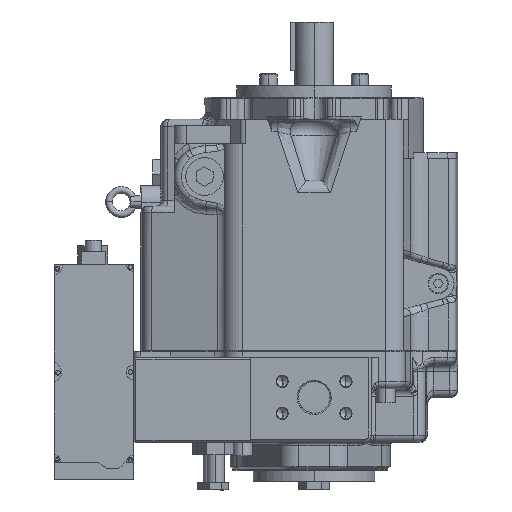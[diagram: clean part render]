
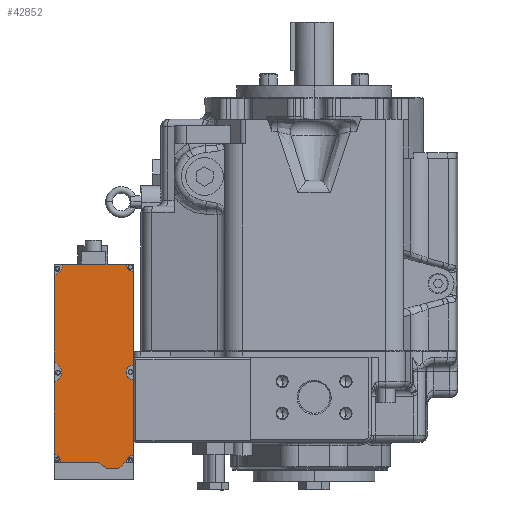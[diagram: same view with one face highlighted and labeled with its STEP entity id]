
A CAD part, left-side view. The second image highlights one B-rep face of the part: STEP entity #42852.
In plain terms, the highlighted face is planar.
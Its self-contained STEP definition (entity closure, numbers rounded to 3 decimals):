
#51 = CARTESIAN_POINT ( 'NONE',  ( -31.769, -98.5, 6. ) ) ;
#691 = VECTOR ( 'NONE', #21838, 1000. ) ;
#799 = ORIENTED_EDGE ( 'NONE', *, *, #58142, .T. ) ;
#1288 = VERTEX_POINT ( 'NONE', #6474 ) ;
#1385 = CIRCLE ( 'NONE', #14799, 8.178 ) ;
#1425 = CARTESIAN_POINT ( 'NONE',  ( 50.996, -98.5, 65. ) ) ;
#2030 = ORIENTED_EDGE ( 'NONE', *, *, #27144, .T. ) ;
#2677 = DIRECTION ( 'NONE',  ( 0., 0., -1. ) ) ;
#2840 = LINE ( 'NONE', #17662, #4298 ) ;
#3506 = ORIENTED_EDGE ( 'NONE', *, *, #14690, .T. ) ;
#3908 = VERTEX_POINT ( 'NONE', #30447 ) ;
#4298 = VECTOR ( 'NONE', #33718, 1000. ) ;
#5077 = VECTOR ( 'NONE', #57196, 1000. ) ;
#6058 = VERTEX_POINT ( 'NONE', #56739 ) ;
#6474 = CARTESIAN_POINT ( 'NONE',  ( 42.538, -98.5, 6. ) ) ;
#7064 = VECTOR ( 'NONE', #44247, 1000. ) ;
#7185 = DIRECTION ( 'NONE',  ( 0., 0., -1. ) ) ;
#7218 = VERTEX_POINT ( 'NONE', #55268 ) ;
#7861 = DIRECTION ( 'NONE',  ( 0., 0., -1. ) ) ;
#7871 = VECTOR ( 'NONE', #34941, 1000. ) ;
#8171 = CARTESIAN_POINT ( 'NONE',  ( -25.769, -98.5, 0. ) ) ;
#8514 = VERTEX_POINT ( 'NONE', #8171 ) ;
#8534 = VERTEX_POINT ( 'NONE', #62901 ) ;
#8810 = EDGE_CURVE ( 'NONE', #22081, #1288, #22092, .T. ) ;
#9370 = AXIS2_PLACEMENT_3D ( 'NONE', #18555, #9492, #13712 ) ;
#9475 = EDGE_CURVE ( 'NONE', #25063, #62974, #31773, .T. ) ;
#9492 = DIRECTION ( 'NONE',  ( 0., 1., 0. ) ) ;
#10460 = CARTESIAN_POINT ( 'NONE',  ( 0., -98.5, 65. ) ) ;
#12153 = VERTEX_POINT ( 'NONE', #1425 ) ;
#12395 = ORIENTED_EDGE ( 'NONE', *, *, #31834, .T. ) ;
#13712 = DIRECTION ( 'NONE',  ( 0., 0., -1. ) ) ;
#14525 = CIRCLE ( 'NONE', #9370, 8.974 ) ;
#14690 = EDGE_CURVE ( 'NONE', #55543, #7218, #31355, .T. ) ;
#14799 = AXIS2_PLACEMENT_3D ( 'NONE', #62173, #62799, #57332 ) ;
#15966 = CARTESIAN_POINT ( 'NONE',  ( -31.769, -98.5, 59.822 ) ) ;
#16837 = CARTESIAN_POINT ( 'NONE',  ( 131.586, -98.5, 58.094 ) ) ;
#17527 = CARTESIAN_POINT ( 'NONE',  ( 0., -98.5, 0. ) ) ;
#17662 = CARTESIAN_POINT ( 'NONE',  ( -36.615, -98.5, 21.986 ) ) ;
#17812 = LINE ( 'NONE', #36815, #49481 ) ;
#18253 = LINE ( 'NONE', #10460, #7064 ) ;
#18555 = CARTESIAN_POINT ( 'NONE',  ( 42.538, -98.5, 68. ) ) ;
#19290 = ORIENTED_EDGE ( 'NONE', *, *, #9475, .F. ) ;
#19657 = ORIENTED_EDGE ( 'NONE', *, *, #8810, .T. ) ;
#19702 = EDGE_CURVE ( 'NONE', #24172, #30183, #54898, .T. ) ;
#20008 = CIRCLE ( 'NONE', #23068, 6. ) ;
#20040 = CARTESIAN_POINT ( 'NONE',  ( 42.538, -98.5, 0. ) ) ;
#20575 = LINE ( 'NONE', #35684, #691 ) ;
#21094 = ORIENTED_EDGE ( 'NONE', *, *, #34897, .T. ) ;
#21634 = VERTEX_POINT ( 'NONE', #51 ) ;
#21657 = EDGE_LOOP ( 'NONE', ( #2030, #36030, #45710, #19657, #60886, #30925, #12395, #56916, #3506, #43479, #51318, #19290, #21094, #22707, #36499, #799, #41142 ) ) ;
#21838 = DIRECTION ( 'NONE',  ( 0.707, 0., -0.707 ) ) ;
#21919 = CARTESIAN_POINT ( 'NONE',  ( 0., -98.5, 0. ) ) ;
#22058 = CARTESIAN_POINT ( 'NONE',  ( 131.586, -98.5, 6. ) ) ;
#22081 = VERTEX_POINT ( 'NONE', #37652 ) ;
#22092 = CIRCLE ( 'NONE', #43604, 6. ) ;
#22116 = LINE ( 'NONE', #57514, #5077 ) ;
#22707 = ORIENTED_EDGE ( 'NONE', *, *, #19702, .T. ) ;
#23068 = AXIS2_PLACEMENT_3D ( 'NONE', #20040, #54145, #44791 ) ;
#24172 = VERTEX_POINT ( 'NONE', #57336 ) ;
#24291 = VECTOR ( 'NONE', #61282, 1000. ) ;
#25052 = CIRCLE ( 'NONE', #46656, 6. ) ;
#25063 = VERTEX_POINT ( 'NONE', #60676 ) ;
#25635 = PLANE ( 'NONE',  #60206 ) ;
#25651 = EDGE_CURVE ( 'NONE', #30183, #3908, #2840, .T. ) ;
#26215 = DIRECTION ( 'NONE',  ( 1., 0., 0. ) ) ;
#26582 = CARTESIAN_POINT ( 'NONE',  ( -31.769, -98.5, 0. ) ) ;
#26782 = EDGE_CURVE ( 'NONE', #12153, #62974, #14525, .T. ) ;
#26931 = CARTESIAN_POINT ( 'NONE',  ( 0., -98.5, 65. ) ) ;
#27144 = EDGE_CURVE ( 'NONE', #33217, #21634, #17812, .T. ) ;
#27691 = LINE ( 'NONE', #21919, #28375 ) ;
#27729 = CARTESIAN_POINT ( 'NONE',  ( 42.538, -98.5, 0. ) ) ;
#28143 = DIRECTION ( 'NONE',  ( 0., 1., 0. ) ) ;
#28375 = VECTOR ( 'NONE', #47328, 1000. ) ;
#29824 = DIRECTION ( 'NONE',  ( 0., -1., 0. ) ) ;
#30183 = VERTEX_POINT ( 'NONE', #46983 ) ;
#30447 = CARTESIAN_POINT ( 'NONE',  ( -36.615, -98.5, 21.986 ) ) ;
#30925 = ORIENTED_EDGE ( 'NONE', *, *, #63734, .T. ) ;
#31355 = CIRCLE ( 'NONE', #52954, 9.906 ) ;
#31746 = VECTOR ( 'NONE', #26215, 1000. ) ;
#31773 = LINE ( 'NONE', #26931, #35433 ) ;
#31834 = EDGE_CURVE ( 'NONE', #8534, #40075, #25052, .T. ) ;
#31914 = DIRECTION ( 'NONE',  ( 0., 0., -1. ) ) ;
#33217 = VERTEX_POINT ( 'NONE', #62065 ) ;
#33718 = DIRECTION ( 'NONE',  ( -0.6, 0., -0.8 ) ) ;
#34897 = EDGE_CURVE ( 'NONE', #25063, #24172, #1385, .T. ) ;
#34941 = DIRECTION ( 'NONE',  ( 0., 0., -1. ) ) ;
#35433 = VECTOR ( 'NONE', #37232, 1000. ) ;
#35684 = CARTESIAN_POINT ( 'NONE',  ( -31.769, -98.5, 7.245 ) ) ;
#36030 = ORIENTED_EDGE ( 'NONE', *, *, #53277, .T. ) ;
#36047 = EDGE_CURVE ( 'NONE', #1288, #42188, #20008, .T. ) ;
#36499 = ORIENTED_EDGE ( 'NONE', *, *, #25651, .T. ) ;
#36815 = CARTESIAN_POINT ( 'NONE',  ( -31.769, -98.5, 7.245 ) ) ;
#37232 = DIRECTION ( 'NONE',  ( 1., 0., 0. ) ) ;
#37652 = CARTESIAN_POINT ( 'NONE',  ( 36.538, -98.5, 0. ) ) ;
#38020 = DIRECTION ( 'NONE',  ( 0., 1., 0. ) ) ;
#39831 = CARTESIAN_POINT ( 'NONE',  ( 0., -98.5, 0. ) ) ;
#40075 = VERTEX_POINT ( 'NONE', #22058 ) ;
#40514 = CARTESIAN_POINT ( 'NONE',  ( 34.081, -98.5, 65. ) ) ;
#41085 = DIRECTION ( 'NONE',  ( 0., 0., -1. ) ) ;
#41142 = ORIENTED_EDGE ( 'NONE', *, *, #52134, .T. ) ;
#42188 = VERTEX_POINT ( 'NONE', #56139 ) ;
#42852 = ADVANCED_FACE ( 'NONE', ( #59785 ), #25635, .T. ) ;
#43234 = DIRECTION ( 'NONE',  ( 0., 1., 0. ) ) ;
#43479 = ORIENTED_EDGE ( 'NONE', *, *, #55460, .F. ) ;
#43604 = AXIS2_PLACEMENT_3D ( 'NONE', #27729, #38020, #31914 ) ;
#43917 = AXIS2_PLACEMENT_3D ( 'NONE', #26582, #46233, #41085 ) ;
#44247 = DIRECTION ( 'NONE',  ( 1., 0., 0. ) ) ;
#44791 = DIRECTION ( 'NONE',  ( 0., 0., -1. ) ) ;
#45522 = LINE ( 'NONE', #17527, #31746 ) ;
#45710 = ORIENTED_EDGE ( 'NONE', *, *, #55669, .T. ) ;
#46233 = DIRECTION ( 'NONE',  ( 0., 1., 0. ) ) ;
#46656 = AXIS2_PLACEMENT_3D ( 'NONE', #52598, #28143, #47791 ) ;
#46983 = CARTESIAN_POINT ( 'NONE',  ( -31.769, -98.5, 28.447 ) ) ;
#47328 = DIRECTION ( 'NONE',  ( 1., 0., 0. ) ) ;
#47791 = DIRECTION ( 'NONE',  ( 0., 0., -1. ) ) ;
#49481 = VECTOR ( 'NONE', #7185, 1000. ) ;
#50610 = LINE ( 'NONE', #16837, #24291 ) ;
#51318 = ORIENTED_EDGE ( 'NONE', *, *, #26782, .T. ) ;
#51364 = EDGE_CURVE ( 'NONE', #40075, #55543, #50610, .T. ) ;
#52134 = EDGE_CURVE ( 'NONE', #6058, #33217, #20575, .T. ) ;
#52598 = CARTESIAN_POINT ( 'NONE',  ( 131.586, -98.5, 0. ) ) ;
#52901 = CARTESIAN_POINT ( 'NONE',  ( 131.586, -98.5, 68. ) ) ;
#52954 = AXIS2_PLACEMENT_3D ( 'NONE', #52901, #43234, #7861 ) ;
#53277 = EDGE_CURVE ( 'NONE', #21634, #8514, #60407, .T. ) ;
#54145 = DIRECTION ( 'NONE',  ( 0., 1., 0. ) ) ;
#54898 = LINE ( 'NONE', #15966, #7871 ) ;
#55207 = CARTESIAN_POINT ( 'NONE',  ( 131.586, -98.5, 58.094 ) ) ;
#55268 = CARTESIAN_POINT ( 'NONE',  ( 122.146, -98.5, 65. ) ) ;
#55460 = EDGE_CURVE ( 'NONE', #12153, #7218, #18253, .T. ) ;
#55543 = VERTEX_POINT ( 'NONE', #55207 ) ;
#55669 = EDGE_CURVE ( 'NONE', #8514, #22081, #45522, .T. ) ;
#56139 = CARTESIAN_POINT ( 'NONE',  ( 48.538, -98.5, 0. ) ) ;
#56739 = CARTESIAN_POINT ( 'NONE',  ( -36.615, -98.5, 12.091 ) ) ;
#56916 = ORIENTED_EDGE ( 'NONE', *, *, #51364, .T. ) ;
#57196 = DIRECTION ( 'NONE',  ( 0., 0., -1. ) ) ;
#57332 = DIRECTION ( 'NONE',  ( 0., 0., -1. ) ) ;
#57336 = CARTESIAN_POINT ( 'NONE',  ( -31.769, -98.5, 59.822 ) ) ;
#57514 = CARTESIAN_POINT ( 'NONE',  ( -36.615, -98.5, 12.091 ) ) ;
#58142 = EDGE_CURVE ( 'NONE', #3908, #6058, #22116, .T. ) ;
#59785 = FACE_OUTER_BOUND ( 'NONE', #21657, .T. ) ;
#60206 = AXIS2_PLACEMENT_3D ( 'NONE', #39831, #29824, #2677 ) ;
#60407 = CIRCLE ( 'NONE', #43917, 6. ) ;
#60676 = CARTESIAN_POINT ( 'NONE',  ( -24.161, -98.5, 65. ) ) ;
#60886 = ORIENTED_EDGE ( 'NONE', *, *, #36047, .T. ) ;
#61282 = DIRECTION ( 'NONE',  ( 0., 0., 1. ) ) ;
#62065 = CARTESIAN_POINT ( 'NONE',  ( -31.769, -98.5, 7.245 ) ) ;
#62173 = CARTESIAN_POINT ( 'NONE',  ( -31.769, -98.5, 68. ) ) ;
#62799 = DIRECTION ( 'NONE',  ( 0., 1., 0. ) ) ;
#62901 = CARTESIAN_POINT ( 'NONE',  ( 125.586, -98.5, 0. ) ) ;
#62974 = VERTEX_POINT ( 'NONE', #40514 ) ;
#63734 = EDGE_CURVE ( 'NONE', #42188, #8534, #27691, .T. ) ;
